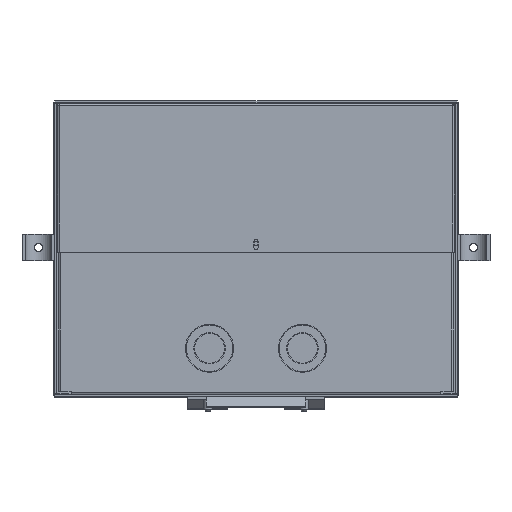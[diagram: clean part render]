
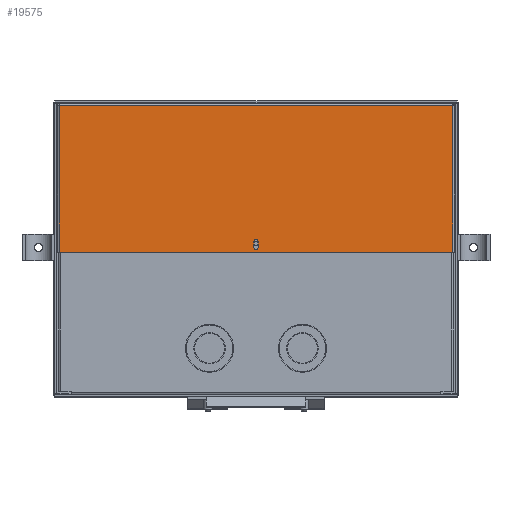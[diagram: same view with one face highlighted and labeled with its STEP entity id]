
A CAD part, front view. The second image highlights one B-rep face of the part: STEP entity #19575.
In plain terms, the highlighted planar face has unit normal (0, -1, 0).
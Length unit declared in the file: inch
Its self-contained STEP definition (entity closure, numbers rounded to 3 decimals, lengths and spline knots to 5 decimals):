
#246 = EDGE_CURVE ( 'NONE', #24548, #34889, #10521, .T. ) ;
#256 = CARTESIAN_POINT ( 'NONE',  ( 7.04269, -5.63389, 5.13886 ) ) ;
#787 = DIRECTION ( 'NONE',  ( -1., 0., 0. ) ) ;
#1762 = ORIENTED_EDGE ( 'NONE', *, *, #33011, .T. ) ;
#1931 = ORIENTED_EDGE ( 'NONE', *, *, #30547, .T. ) ;
#2052 = ORIENTED_EDGE ( 'NONE', *, *, #10046, .T. ) ;
#2596 = DIRECTION ( 'NONE',  ( 0., 0., 1. ) ) ;
#3163 = VERTEX_POINT ( 'NONE', #34515 ) ;
#3468 = VERTEX_POINT ( 'NONE', #11537 ) ;
#4598 = VERTEX_POINT ( 'NONE', #20200 ) ;
#4787 = EDGE_CURVE ( 'NONE', #5491, #4598, #11569, .T. ) ;
#5491 = VERTEX_POINT ( 'NONE', #15493 ) ;
#6906 = CARTESIAN_POINT ( 'NONE',  ( -0.36331, -5.63389, -0.20347 ) ) ;
#7040 = AXIS2_PLACEMENT_3D ( 'NONE', #26235, #8936, #29124 ) ;
#7138 = ORIENTED_EDGE ( 'NONE', *, *, #27745, .T. ) ;
#7906 = DIRECTION ( 'NONE',  ( 0., 0., 1. ) ) ;
#7992 = DIRECTION ( 'NONE',  ( 0., 1., 0. ) ) ;
#8030 = CARTESIAN_POINT ( 'NONE',  ( -0.36331, -5.63389, 0.01528 ) ) ;
#8936 = DIRECTION ( 'NONE',  ( 0., -1., 0. ) ) ;
#9790 = DIRECTION ( 'NONE',  ( 0., 0., -1. ) ) ;
#9889 = DIRECTION ( 'NONE',  ( 0., 0., 1. ) ) ;
#10046 = EDGE_CURVE ( 'NONE', #3468, #24548, #24212, .T. ) ;
#10166 = VERTEX_POINT ( 'NONE', #23699 ) ;
#10521 = CIRCLE ( 'NONE', #15901, 0.07813 ) ;
#11493 = EDGE_LOOP ( 'NONE', ( #34496, #12936, #14363, #1762, #2052 ) ) ;
#11531 = EDGE_CURVE ( 'NONE', #3163, #19613, #36114, .T. ) ;
#11537 = CARTESIAN_POINT ( 'NONE',  ( -0.44143, -5.63389, -0.20347 ) ) ;
#11569 = LINE ( 'NONE', #32776, #33629 ) ;
#12280 = DIRECTION ( 'NONE',  ( 0., 1., 0. ) ) ;
#12664 = CARTESIAN_POINT ( 'NONE',  ( -0.44143, -5.63389, 0.01528 ) ) ;
#12936 = ORIENTED_EDGE ( 'NONE', *, *, #19708, .T. ) ;
#13281 = AXIS2_PLACEMENT_3D ( 'NONE', #6906, #27155, #9889 ) ;
#13968 = LINE ( 'NONE', #18360, #20735 ) ;
#14072 = VECTOR ( 'NONE', #17436, 39.37008 ) ;
#14363 = ORIENTED_EDGE ( 'NONE', *, *, #4787, .T. ) ;
#14544 = CARTESIAN_POINT ( 'NONE',  ( 7.04269, -5.63389, 5.21366 ) ) ;
#14905 = ORIENTED_EDGE ( 'NONE', *, *, #37620, .F. ) ;
#15182 = DIRECTION ( 'NONE',  ( 0., 0., -1. ) ) ;
#15425 = FACE_BOUND ( 'NONE', #11493, .T. ) ;
#15493 = CARTESIAN_POINT ( 'NONE',  ( -0.28518, -5.63389, 0.01528 ) ) ;
#15901 = AXIS2_PLACEMENT_3D ( 'NONE', #8030, #7992, #7906 ) ;
#16743 = ORIENTED_EDGE ( 'NONE', *, *, #11531, .T. ) ;
#16826 = AXIS2_PLACEMENT_3D ( 'NONE', #29494, #12280, #32427 ) ;
#17178 = CARTESIAN_POINT ( 'NONE',  ( -0.44143, -5.63389, -0.20347 ) ) ;
#17436 = DIRECTION ( 'NONE',  ( 0., 0., 1. ) ) ;
#17779 = VERTEX_POINT ( 'NONE', #29467 ) ;
#17863 = VECTOR ( 'NONE', #32033, 39.37008 ) ;
#18360 = CARTESIAN_POINT ( 'NONE',  ( -0.36331, -5.63389, 5.13886 ) ) ;
#18849 = LINE ( 'NONE', #32325, #26483 ) ;
#19575 = ADVANCED_FACE ( 'NONE', ( #37465, #15425 ), #31911, .T. ) ;
#19613 = VERTEX_POINT ( 'NONE', #256 ) ;
#19708 = EDGE_CURVE ( 'NONE', #34889, #5491, #31149, .T. ) ;
#20200 = CARTESIAN_POINT ( 'NONE',  ( -0.28518, -5.63389, -0.20347 ) ) ;
#20735 = VECTOR ( 'NONE', #787, 39.37008 ) ;
#22036 = CIRCLE ( 'NONE', #13281, 0.07813 ) ;
#23699 = CARTESIAN_POINT ( 'NONE',  ( -7.76931, -5.63389, -0.37534 ) ) ;
#24212 = LINE ( 'NONE', #17178, #30930 ) ;
#24548 = VERTEX_POINT ( 'NONE', #12664 ) ;
#26235 = CARTESIAN_POINT ( 'NONE',  ( -0.36331, -5.63389, 5.21366 ) ) ;
#26483 = VECTOR ( 'NONE', #15182, 39.37008 ) ;
#27155 = DIRECTION ( 'NONE',  ( 0., 1., 0. ) ) ;
#27745 = EDGE_CURVE ( 'NONE', #19613, #17779, #13968, .T. ) ;
#28982 = CARTESIAN_POINT ( 'NONE',  ( -0.36331, -5.63389, 0.09341 ) ) ;
#29106 = CARTESIAN_POINT ( 'NONE',  ( -7.78431, -5.63389, -0.37534 ) ) ;
#29124 = DIRECTION ( 'NONE',  ( 0., 0., -1. ) ) ;
#29467 = CARTESIAN_POINT ( 'NONE',  ( -7.76931, -5.63389, 5.13886 ) ) ;
#29494 = CARTESIAN_POINT ( 'NONE',  ( -0.36331, -5.63389, 0.01528 ) ) ;
#30547 = EDGE_CURVE ( 'NONE', #17779, #10166, #18849, .T. ) ;
#30930 = VECTOR ( 'NONE', #2596, 39.37008 ) ;
#31149 = CIRCLE ( 'NONE', #16826, 0.07813 ) ;
#31911 = PLANE ( 'NONE',  #7040 ) ;
#32033 = DIRECTION ( 'NONE',  ( -1., 0., 0. ) ) ;
#32325 = CARTESIAN_POINT ( 'NONE',  ( -7.76931, -5.63389, 5.21366 ) ) ;
#32427 = DIRECTION ( 'NONE',  ( 0., 0., 1. ) ) ;
#32776 = CARTESIAN_POINT ( 'NONE',  ( -0.28518, -5.63389, -0.20347 ) ) ;
#33011 = EDGE_CURVE ( 'NONE', #4598, #3468, #22036, .T. ) ;
#33147 = EDGE_LOOP ( 'NONE', ( #14905, #16743, #7138, #1931 ) ) ;
#33152 = LINE ( 'NONE', #29106, #17863 ) ;
#33629 = VECTOR ( 'NONE', #9790, 39.37008 ) ;
#34496 = ORIENTED_EDGE ( 'NONE', *, *, #246, .T. ) ;
#34515 = CARTESIAN_POINT ( 'NONE',  ( 7.04269, -5.63389, -0.37534 ) ) ;
#34889 = VERTEX_POINT ( 'NONE', #28982 ) ;
#36114 = LINE ( 'NONE', #14544, #14072 ) ;
#37465 = FACE_OUTER_BOUND ( 'NONE', #33147, .T. ) ;
#37620 = EDGE_CURVE ( 'NONE', #3163, #10166, #33152, .T. ) ;
